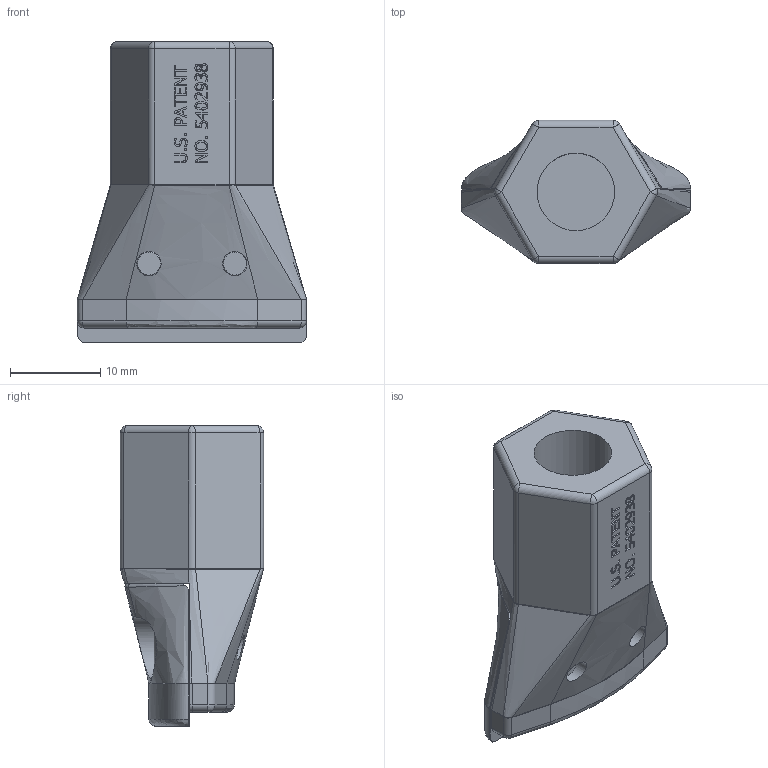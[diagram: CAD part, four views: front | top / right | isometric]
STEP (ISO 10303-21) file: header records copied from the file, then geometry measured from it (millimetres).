
FILE_DESCRIPTION((''),'2;1');
FILE_NAME('1126 web model.stp','2013-05-14T12:26:19',('benzil estridge'),(''),'Autodesk Inventor 2012','Autodesk Inventor 2012','');
FILE_SCHEMA(('AUTOMOTIVE_DESIGN { 1 0 10303 214 1 1 1 1 }'));
Length unit declared in the file: inch
Products named in the file (3): 1126 web model; 1126 for web_Shrinkwrap_1; Hexagon Socket Button Head Cap Screw - Inch 6 - 32 x 1/4
Assembly tree (3 placements, depth 2):
  1126 web model
    1126 for web_Shrinkwrap_1
    Hexagon Socket Button Head Cap Screw - Inch 6 - 32 x 1/4  x2
Bounding box: 25.43 x 15.88 x 33.36 mm (x, y, z)
Volume: 6069.5 mm3; surface area: 3467.8 mm2
Topology: 3 solids, 3 shells, 606 faces, 1585 edges, 1014 vertices
Faces by surface type: plane 288, bspline 270, cylinder 32, sphere 8, torus 4, cone 4
Full cylindrical faces by diameter (mm): 2.692 x2, 3.505 x2, 3.81 x2, 6.655 x2, 6.858 x2, 8.611 x1
Entity records: 21421 total; most frequent: CARTESIAN_POINT 8714, ORIENTED_EDGE 3040, DIRECTION 1748, EDGE_CURVE 1520, VERTEX_POINT 989, VECTOR 888, LINE 888, EDGE_LOOP 651
